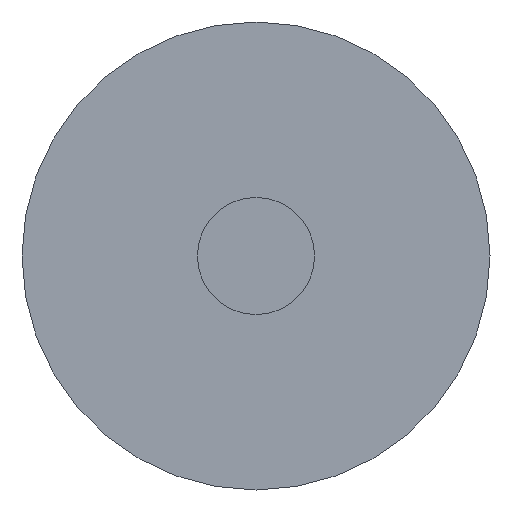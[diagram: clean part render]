
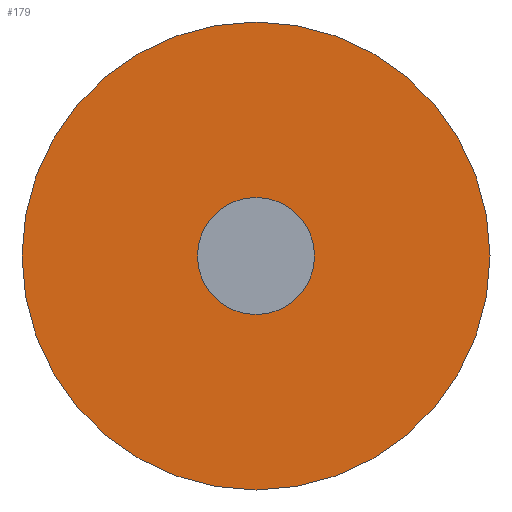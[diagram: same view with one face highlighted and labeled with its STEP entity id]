
A CAD part, front view. The second image highlights one B-rep face of the part: STEP entity #179.
In plain terms, the highlighted planar face has unit normal (0, -1, 0).
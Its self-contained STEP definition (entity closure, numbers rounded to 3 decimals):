
#60=CARTESIAN_POINT('',(4.0,0.0,0.));
#61=VERTEX_POINT('',#60);
#62=CARTESIAN_POINT('',(0.0,0.0,0.0));
#63=DIRECTION('',(0.0,1.0,0.0));
#64=DIRECTION('',(-1.0,0.0,0.0));
#65=AXIS2_PLACEMENT_3D('',#62,#63,#64);
#66=CIRCLE('',#65,4.0);
#67=EDGE_CURVE('',#61,#61,#66,.T.);
#97=CARTESIAN_POINT('',(-16.0,0.0,0.0));
#98=VERTEX_POINT('',#97);
#99=CARTESIAN_POINT('',(0.0,0.0,0.0));
#100=DIRECTION('',(0.0,1.0,0.0));
#101=DIRECTION('',(-1.0,0.0,0.0));
#102=AXIS2_PLACEMENT_3D('',#99,#100,#101);
#103=CIRCLE('',#102,16.0);
#104=EDGE_CURVE('',#98,#98,#103,.T.);
#168=CARTESIAN_POINT('',(-8.0,0.0,0.0));
#169=DIRECTION('',(0.0,-1.0,0.0));
#170=DIRECTION('',(0.0,0.0,-1.0));
#171=AXIS2_PLACEMENT_3D('',#168,#169,#170);
#172=PLANE('',#171);
#173=ORIENTED_EDGE('',*,*,#104,.F.);
#174=EDGE_LOOP('',(#173));
#175=FACE_OUTER_BOUND('',#174,.T.);
#176=ORIENTED_EDGE('',*,*,#67,.T.);
#177=EDGE_LOOP('',(#176));
#178=FACE_BOUND('',#177,.T.);
#179=ADVANCED_FACE('',(#175,#178),#172,.T.);
